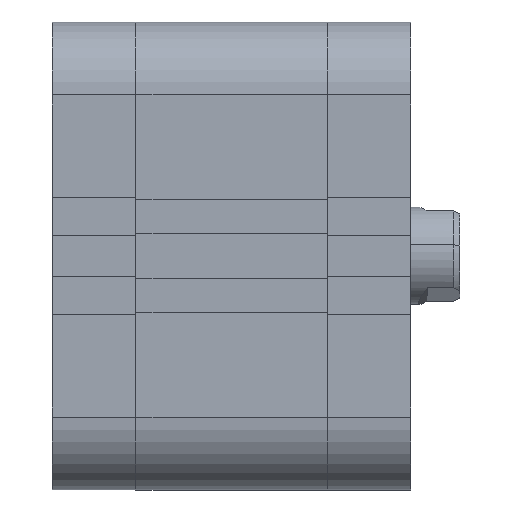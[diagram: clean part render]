
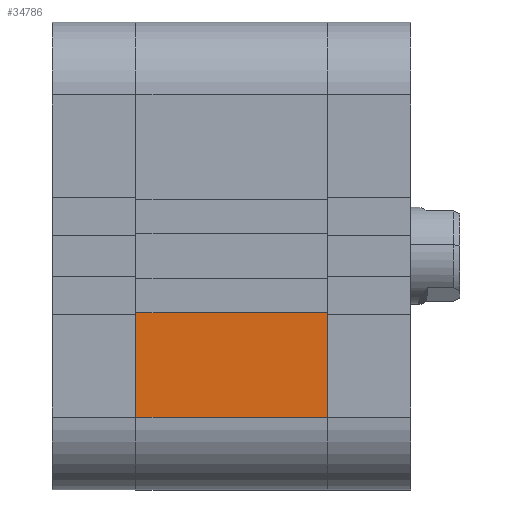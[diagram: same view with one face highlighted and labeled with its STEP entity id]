
A CAD part, front view. The second image highlights one B-rep face of the part: STEP entity #34786.
In plain terms, the highlighted planar face has unit normal (0, -1, 0).
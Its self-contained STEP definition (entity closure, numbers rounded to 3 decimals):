
#597 = ORIENTED_EDGE ( 'NONE', *, *, #31601, .T. ) ;
#1420 = EDGE_CURVE ( 'NONE', #5942, #18806, #20505, .T. ) ;
#2345 = CARTESIAN_POINT ( 'NONE',  ( 0., -38.5, -38.5 ) ) ;
#3350 = CARTESIAN_POINT ( 'NONE',  ( 0., -38.5, -26.5 ) ) ;
#3524 = VERTEX_POINT ( 'NONE', #3350 ) ;
#4041 = ORIENTED_EDGE ( 'NONE', *, *, #1420, .F. ) ;
#4661 = CARTESIAN_POINT ( 'NONE',  ( 31.501, -38.5, -9.3 ) ) ;
#5942 = VERTEX_POINT ( 'NONE', #29892 ) ;
#6250 = VERTEX_POINT ( 'NONE', #10303 ) ;
#7993 = EDGE_CURVE ( 'NONE', #3524, #18806, #27501, .T. ) ;
#8833 = CARTESIAN_POINT ( 'NONE',  ( 31.5, -38.5, -26.5 ) ) ;
#9257 = AXIS2_PLACEMENT_3D ( 'NONE', #29542, #21600, #29194 ) ;
#10303 = CARTESIAN_POINT ( 'NONE',  ( 0., -38.5, -9.3 ) ) ;
#13413 = LINE ( 'NONE', #2345, #19848 ) ;
#15049 = LINE ( 'NONE', #4661, #26646 ) ;
#15515 = EDGE_CURVE ( 'NONE', #5942, #6250, #15049, .T. ) ;
#15974 = FACE_OUTER_BOUND ( 'NONE', #31239, .T. ) ;
#16444 = CARTESIAN_POINT ( 'NONE',  ( 31.5, -38.5, -26.5 ) ) ;
#17089 = VECTOR ( 'NONE', #29619, 1000. ) ;
#18806 = VERTEX_POINT ( 'NONE', #16444 ) ;
#19848 = VECTOR ( 'NONE', #26618, 1000. ) ;
#20505 = LINE ( 'NONE', #29300, #23162 ) ;
#21600 = DIRECTION ( 'NONE',  ( 0., 1., 0. ) ) ;
#23162 = VECTOR ( 'NONE', #34226, 1000. ) ;
#26548 = PLANE ( 'NONE',  #9257 ) ;
#26618 = DIRECTION ( 'NONE',  ( 0., 0., -1. ) ) ;
#26646 = VECTOR ( 'NONE', #34396, 1000. ) ;
#27501 = LINE ( 'NONE', #8833, #17089 ) ;
#29194 = DIRECTION ( 'NONE',  ( 0., 0., 1. ) ) ;
#29300 = CARTESIAN_POINT ( 'NONE',  ( 31.5, -38.5, -38.5 ) ) ;
#29542 = CARTESIAN_POINT ( 'NONE',  ( 31.5, -38.5, -38.5 ) ) ;
#29619 = DIRECTION ( 'NONE',  ( 1., 0., 0. ) ) ;
#29892 = CARTESIAN_POINT ( 'NONE',  ( 31.5, -38.5, -9.3 ) ) ;
#31239 = EDGE_LOOP ( 'NONE', ( #34082, #597, #32565, #4041 ) ) ;
#31601 = EDGE_CURVE ( 'NONE', #6250, #3524, #13413, .T. ) ;
#32565 = ORIENTED_EDGE ( 'NONE', *, *, #7993, .T. ) ;
#34082 = ORIENTED_EDGE ( 'NONE', *, *, #15515, .T. ) ;
#34226 = DIRECTION ( 'NONE',  ( 0., 0., -1. ) ) ;
#34396 = DIRECTION ( 'NONE',  ( -1., 0., 0. ) ) ;
#34786 = ADVANCED_FACE ( 'NONE', ( #15974 ), #26548, .F. ) ;
